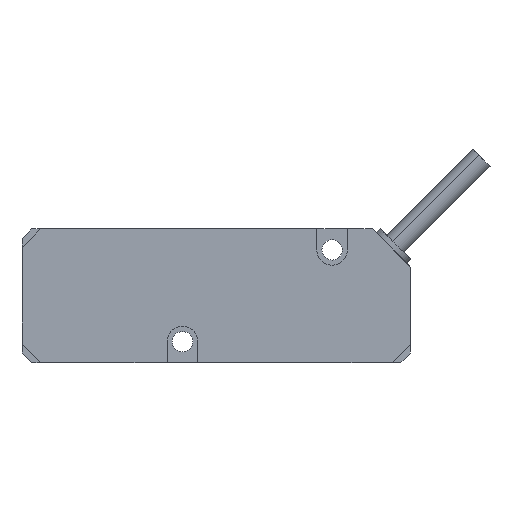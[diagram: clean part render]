
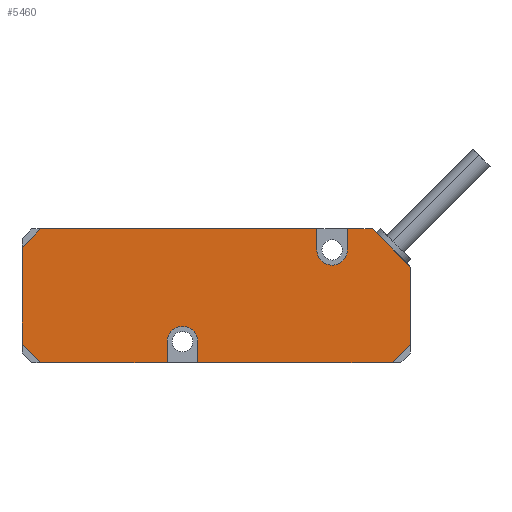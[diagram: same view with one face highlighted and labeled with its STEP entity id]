
A CAD part, left-side view. The second image highlights one B-rep face of the part: STEP entity #5460.
In plain terms, the highlighted face is planar.
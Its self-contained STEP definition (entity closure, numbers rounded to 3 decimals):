
#1810=CARTESIAN_POINT('',(48.46,-48.3,-4.5));
#1820=VERTEX_POINT('',#1810);
#1990=CARTESIAN_POINT('',(45.16,-48.3,-4.5));
#2000=VERTEX_POINT('',#1990);
#2030=CARTESIAN_POINT('',(0.,-48.3,-4.5));
#2040=DIRECTION('',(1.,0.,0.));
#2050=VECTOR('',#2040,1.);
#2060=LINE('',#2030,#2050);
#2070=EDGE_CURVE('',#2000,#1820,#2060,.T.);
#4100=CARTESIAN_POINT('',(52.76,-29.668,-4.5));
#4110=DIRECTION('',(0.,0.,1.));
#4120=DIRECTION('',(-1.,0.,0.));
#4130=AXIS2_PLACEMENT_3D('',#4100,#4110,#4120);
#4140=PLANE('',#4130);
#4150=CARTESIAN_POINT('',(66.16,0.,-4.5));
#4160=DIRECTION('',(0.,1.,0.));
#4170=VECTOR('',#4160,1.);
#4180=LINE('',#4150,#4170);
#4190=CARTESIAN_POINT('',(66.16,-20.,-4.5));
#4200=VERTEX_POINT('',#4190);
#4210=CARTESIAN_POINT('',(66.16,-16.1,-4.5));
#4220=VERTEX_POINT('',#4210);
#4230=EDGE_CURVE('',#4200,#4220,#4180,.T.);
#4240=ORIENTED_EDGE('',*,*,#4230,.F.);
#4250=CARTESIAN_POINT('',(50.06,0.,-4.5));
#4260=DIRECTION('',(0.707,-0.707,0.));
#4270=VECTOR('',#4260,1.);
#4280=LINE('',#4250,#4270);
#4290=CARTESIAN_POINT('',(60.16,-10.1,-4.5));
#4300=VERTEX_POINT('',#4290);
#4310=EDGE_CURVE('',#4300,#4220,#4280,.T.);
#4320=ORIENTED_EDGE('',*,*,#4310,.T.);
#4330=CARTESIAN_POINT('',(0.,-10.1,-4.5));
#4340=DIRECTION('',(-1.,0.,0.));
#4350=VECTOR('',#4340,1.);
#4360=LINE('',#4330,#4350);
#4370=CARTESIAN_POINT('',(48.053,-10.1,-4.5));
#4380=VERTEX_POINT('',#4370);
#4390=EDGE_CURVE('',#4300,#4380,#4360,.T.);
#4400=ORIENTED_EDGE('',*,*,#4390,.F.);
#4410=CARTESIAN_POINT('',(58.506,0.354,-4.5));
#4420=DIRECTION('',(0.707,0.707,0.));
#4430=VECTOR('',#4420,1.);
#4440=LINE('',#4410,#4430);
#4450=CARTESIAN_POINT('',(45.16,-12.993,-4.5));
#4460=VERTEX_POINT('',#4450);
#4470=EDGE_CURVE('',#4460,#4380,#4440,.T.);
#4480=ORIENTED_EDGE('',*,*,#4470,.T.);
#4490=CARTESIAN_POINT('',(45.16,0.,-4.5));
#4500=DIRECTION('',(0.,1.,0.));
#4510=VECTOR('',#4500,1.);
#4520=LINE('',#4490,#4510);
#4530=CARTESIAN_POINT('',(45.16,-43.5,-4.5));
#4540=VERTEX_POINT('',#4530);
#4550=EDGE_CURVE('',#4540,#4460,#4520,.T.);
#4560=ORIENTED_EDGE('',*,*,#4550,.T.);
#4570=CARTESIAN_POINT('',(0.,-43.5,-4.5));
#4580=DIRECTION('',(1.,0.,0.));
#4590=VECTOR('',#4580,1.);
#4600=LINE('',#4570,#4590);
#4610=CARTESIAN_POINT('',(48.46,-43.5,-4.5));
#4620=VERTEX_POINT('',#4610);
#4630=EDGE_CURVE('',#4540,#4620,#4600,.T.);
#4640=ORIENTED_EDGE('',*,*,#4630,.F.);
#4650=CARTESIAN_POINT('',(48.46,-45.9,-4.5));
#4660=DIRECTION('',(0.,0.,1.));
#4670=DIRECTION('',(-1.,0.,0.));
#4680=AXIS2_PLACEMENT_3D('',#4650,#4660,#4670);
#4690=CIRCLE('',#4680,2.4);
#4700=CARTESIAN_POINT('',(50.86,-45.9,-4.5));
#4710=VERTEX_POINT('',#4700);
#4720=EDGE_CURVE('',#4710,#4620,#4690,.T.);
#4730=ORIENTED_EDGE('',*,*,#4720,.T.);
#4740=EDGE_CURVE('',#1820,#4710,#4690,.T.);
#4750=ORIENTED_EDGE('',*,*,#4740,.T.);
#4760=ORIENTED_EDGE('',*,*,#2070,.T.);
#4770=CARTESIAN_POINT('',(45.16,0.,-4.5));
#4780=DIRECTION('',(0.,1.,0.));
#4790=VECTOR('',#4780,1.);
#4800=LINE('',#4770,#4790);
#4810=CARTESIAN_POINT('',(45.16,-68.207,-4.5));
#4820=VERTEX_POINT('',#4810);
#4830=EDGE_CURVE('',#4820,#2000,#4800,.T.);
#4840=ORIENTED_EDGE('',*,*,#4830,.T.);
#4850=CARTESIAN_POINT('',(-23.047,0.,-4.5));
#4860=DIRECTION('',(0.707,-0.707,0.));
#4870=VECTOR('',#4860,1.);
#4880=LINE('',#4850,#4870);
#4890=CARTESIAN_POINT('',(48.053,-71.1,-4.5));
#4900=VERTEX_POINT('',#4890);
#4910=EDGE_CURVE('',#4820,#4900,#4880,.T.);
#4920=ORIENTED_EDGE('',*,*,#4910,.F.);
#4930=CARTESIAN_POINT('',(0.,-71.1,-4.5));
#4940=DIRECTION('',(1.,0.,0.));
#4950=VECTOR('',#4940,1.);
#4960=LINE('',#4930,#4950);
#4970=CARTESIAN_POINT('',(63.267,-71.1,-4.5));
#4980=VERTEX_POINT('',#4970);
#4990=EDGE_CURVE('',#4900,#4980,#4960,.T.);
#5000=ORIENTED_EDGE('',*,*,#4990,.F.);
#5010=CARTESIAN_POINT('',(134.367,0.,-4.5));
#5020=DIRECTION('',(0.707,0.707,0.));
#5030=VECTOR('',#5020,1.);
#5040=LINE('',#5010,#5030);
#5050=CARTESIAN_POINT('',(66.16,-68.207,-4.5));
#5060=VERTEX_POINT('',#5050);
#5070=EDGE_CURVE('',#4980,#5060,#5040,.T.);
#5080=ORIENTED_EDGE('',*,*,#5070,.F.);
#5090=CARTESIAN_POINT('',(66.16,0.,-4.5));
#5100=DIRECTION('',(0.,1.,0.));
#5110=VECTOR('',#5100,1.);
#5120=LINE('',#5090,#5110);
#5130=CARTESIAN_POINT('',(66.16,-24.8,-4.5));
#5140=VERTEX_POINT('',#5130);
#5150=EDGE_CURVE('',#5060,#5140,#5120,.T.);
#5160=ORIENTED_EDGE('',*,*,#5150,.F.);
#5170=CARTESIAN_POINT('',(0.,-24.8,-4.5));
#5180=DIRECTION('',(-1.,0.,0.));
#5190=VECTOR('',#5180,1.);
#5200=LINE('',#5170,#5190);
#5210=CARTESIAN_POINT('',(62.86,-24.8,-4.5));
#5220=VERTEX_POINT('',#5210);
#5230=EDGE_CURVE('',#5140,#5220,#5200,.T.);
#5240=ORIENTED_EDGE('',*,*,#5230,.F.);
#5250=CARTESIAN_POINT('',(62.86,-22.4,-4.5));
#5260=DIRECTION('',(0.,0.,1.));
#5270=DIRECTION('',(-1.,0.,0.));
#5280=AXIS2_PLACEMENT_3D('',#5250,#5260,#5270);
#5290=CIRCLE('',#5280,2.4);
#5300=CARTESIAN_POINT('',(60.46,-22.4,-4.5));
#5310=VERTEX_POINT('',#5300);
#5320=EDGE_CURVE('',#5310,#5220,#5290,.T.);
#5330=ORIENTED_EDGE('',*,*,#5320,.T.);
#5340=CARTESIAN_POINT('',(62.86,-20.,-4.5));
#5350=VERTEX_POINT('',#5340);
#5360=EDGE_CURVE('',#5350,#5310,#5290,.T.);
#5370=ORIENTED_EDGE('',*,*,#5360,.T.);
#5380=CARTESIAN_POINT('',(0.,-20.,-4.5));
#5390=DIRECTION('',(-1.,0.,0.));
#5400=VECTOR('',#5390,1.);
#5410=LINE('',#5380,#5400);
#5420=EDGE_CURVE('',#4200,#5350,#5410,.T.);
#5430=ORIENTED_EDGE('',*,*,#5420,.T.);
#5440=EDGE_LOOP('',(#5430,#5370,#5330,#5240,#5160,#5080,#5000,#4920,
#4840,#4760,#4750,#4730,#4640,#4560,#4480,#4400,#4320,#4240));
#5450=FACE_OUTER_BOUND('',#5440,.T.);
#5460=ADVANCED_FACE('',(#5450),#4140,.F.);
